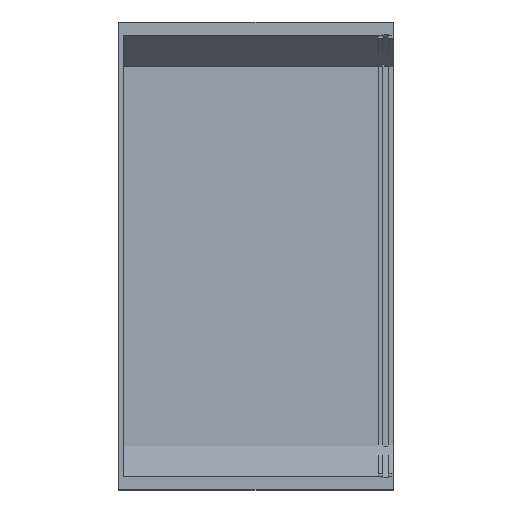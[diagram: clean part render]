
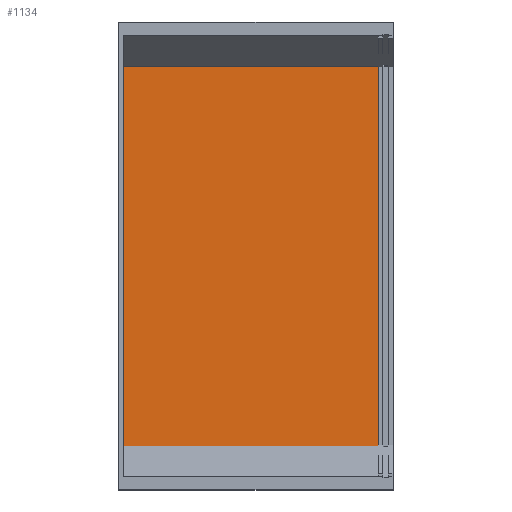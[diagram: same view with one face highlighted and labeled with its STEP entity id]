
A CAD part, top view. The second image highlights one B-rep face of the part: STEP entity #1134.
In plain terms, the highlighted planar face has unit normal (0, 0, 1).
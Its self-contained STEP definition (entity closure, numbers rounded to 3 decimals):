
#44=FACE_OUTER_BOUND('',#114,.T.);
#114=EDGE_LOOP('',(#815,#816,#817,#818));
#192=LINE('',#1628,#348);
#201=LINE('',#1647,#357);
#208=LINE('',#1660,#364);
#215=LINE('',#1673,#371);
#348=VECTOR('',#1316,10.);
#357=VECTOR('',#1335,10.);
#364=VECTOR('',#1348,10.);
#371=VECTOR('',#1363,10.);
#497=VERTEX_POINT('',#1616);
#499=VERTEX_POINT('',#1626);
#502=VERTEX_POINT('',#1636);
#504=VERTEX_POINT('',#1646);
#604=EDGE_CURVE('',#499,#497,#192,.T.);
#613=EDGE_CURVE('',#504,#502,#201,.T.);
#620=EDGE_CURVE('',#502,#497,#208,.T.);
#627=EDGE_CURVE('',#504,#499,#215,.T.);
#815=ORIENTED_EDGE('',*,*,#620,.T.);
#816=ORIENTED_EDGE('',*,*,#604,.F.);
#817=ORIENTED_EDGE('',*,*,#627,.F.);
#818=ORIENTED_EDGE('',*,*,#613,.T.);
#1064=PLANE('',#1224);
#1134=ADVANCED_FACE('',(#44),#1064,.T.);
#1224=AXIS2_PLACEMENT_3D('',#1672,#1361,#1362);
#1316=DIRECTION('',(1.,0.,0.));
#1335=DIRECTION('',(1.,0.,0.));
#1348=DIRECTION('',(0.,1.,0.));
#1361=DIRECTION('center_axis',(0.,0.,1.));
#1362=DIRECTION('ref_axis',(0.,-1.,0.));
#1363=DIRECTION('',(0.,1.,0.));
#1616=CARTESIAN_POINT('',(112.5,0.,0.));
#1626=CARTESIAN_POINT('',(2.,0.,0.));
#1628=CARTESIAN_POINT('',(0.,0.,0.));
#1636=CARTESIAN_POINT('',(112.5,-162.,0.));
#1646=CARTESIAN_POINT('',(2.,-162.,0.));
#1647=CARTESIAN_POINT('',(0.,-162.,0.));
#1660=CARTESIAN_POINT('',(112.5,-81.,0.));
#1672=CARTESIAN_POINT('Origin',(0.,0.,0.));
#1673=CARTESIAN_POINT('',(2.,0.,0.));
